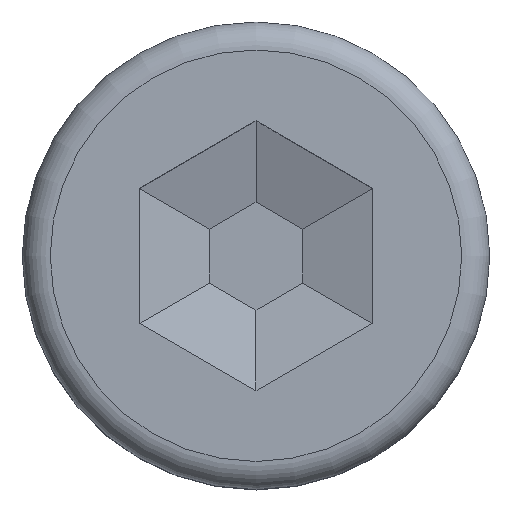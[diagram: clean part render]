
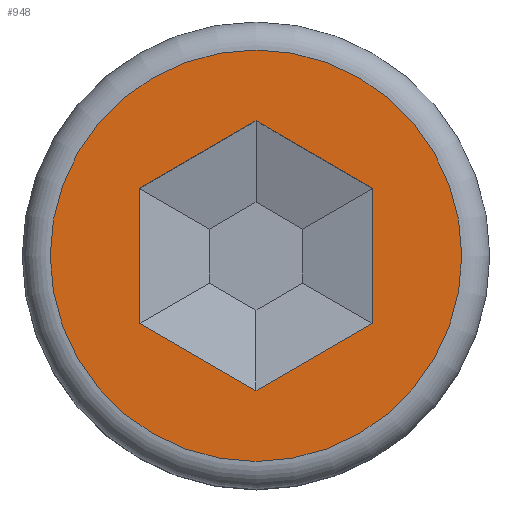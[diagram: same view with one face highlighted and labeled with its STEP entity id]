
A CAD part, top view. The second image highlights one B-rep face of the part: STEP entity #948.
In plain terms, the highlighted planar face has unit normal (0, 0, 1).
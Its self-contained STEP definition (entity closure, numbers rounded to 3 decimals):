
#15=FACE_BOUND('',#130,.T.);
#19=PLANE('',#1022);
#75=FACE_OUTER_BOUND('',#129,.T.);
#129=EDGE_LOOP('',(#808));
#130=EDGE_LOOP('',(#809,#810,#811,#812,#813,#814));
#150=CIRCLE('',#1017,2.2);
#259=LINE('',#3624,#322);
#260=LINE('',#3626,#323);
#261=LINE('',#3628,#324);
#262=LINE('',#3630,#325);
#263=LINE('',#3632,#326);
#264=LINE('',#3633,#327);
#322=VECTOR('',#1164,10.);
#323=VECTOR('',#1165,10.);
#324=VECTOR('',#1166,10.);
#325=VECTOR('',#1167,10.);
#326=VECTOR('',#1168,10.);
#327=VECTOR('',#1169,10.);
#424=VERTEX_POINT('',#3612);
#427=VERTEX_POINT('',#3622);
#428=VERTEX_POINT('',#3623);
#429=VERTEX_POINT('',#3625);
#430=VERTEX_POINT('',#3627);
#431=VERTEX_POINT('',#3629);
#432=VERTEX_POINT('',#3631);
#553=EDGE_CURVE('',#424,#424,#150,.T.);
#558=EDGE_CURVE('',#427,#428,#259,.T.);
#559=EDGE_CURVE('',#428,#429,#260,.T.);
#560=EDGE_CURVE('',#429,#430,#261,.T.);
#561=EDGE_CURVE('',#430,#431,#262,.T.);
#562=EDGE_CURVE('',#431,#432,#263,.T.);
#563=EDGE_CURVE('',#432,#427,#264,.T.);
#808=ORIENTED_EDGE('',*,*,#553,.F.);
#809=ORIENTED_EDGE('',*,*,#558,.T.);
#810=ORIENTED_EDGE('',*,*,#559,.T.);
#811=ORIENTED_EDGE('',*,*,#560,.T.);
#812=ORIENTED_EDGE('',*,*,#561,.T.);
#813=ORIENTED_EDGE('',*,*,#562,.T.);
#814=ORIENTED_EDGE('',*,*,#563,.T.);
#948=ADVANCED_FACE('',(#75,#15),#19,.T.);
#1017=AXIS2_PLACEMENT_3D('',#3613,#1151,#1152);
#1022=AXIS2_PLACEMENT_3D('',#3621,#1162,#1163);
#1151=DIRECTION('center_axis',(0.,0.,-1.));
#1152=DIRECTION('ref_axis',(1.,0.,0.));
#1162=DIRECTION('center_axis',(0.,0.,1.));
#1163=DIRECTION('ref_axis',(1.,0.,0.));
#1164=DIRECTION('',(0.,-1.,0.));
#1165=DIRECTION('',(-0.866,-0.5,0.));
#1166=DIRECTION('',(-0.866,0.5,0.));
#1167=DIRECTION('',(0.,1.,0.));
#1168=DIRECTION('',(0.866,0.5,0.));
#1169=DIRECTION('',(0.866,-0.5,0.));
#3612=CARTESIAN_POINT('',(-2.2,0.,0.));
#3613=CARTESIAN_POINT('Origin',(0.,0.,0.));
#3621=CARTESIAN_POINT('Origin',(0.,0.,0.));
#3622=CARTESIAN_POINT('',(1.25,0.722,0.));
#3623=CARTESIAN_POINT('',(1.25,-0.722,0.));
#3624=CARTESIAN_POINT('',(1.25,-0.722,0.));
#3625=CARTESIAN_POINT('',(0.,-1.443,0.));
#3626=CARTESIAN_POINT('',(0.,-1.443,0.));
#3627=CARTESIAN_POINT('',(-1.25,-0.722,0.));
#3628=CARTESIAN_POINT('',(-1.25,-0.722,0.));
#3629=CARTESIAN_POINT('',(-1.25,0.722,0.));
#3630=CARTESIAN_POINT('',(-1.25,0.722,0.));
#3631=CARTESIAN_POINT('',(0.,1.443,0.));
#3632=CARTESIAN_POINT('',(0.,1.443,0.));
#3633=CARTESIAN_POINT('',(1.25,0.722,0.));
